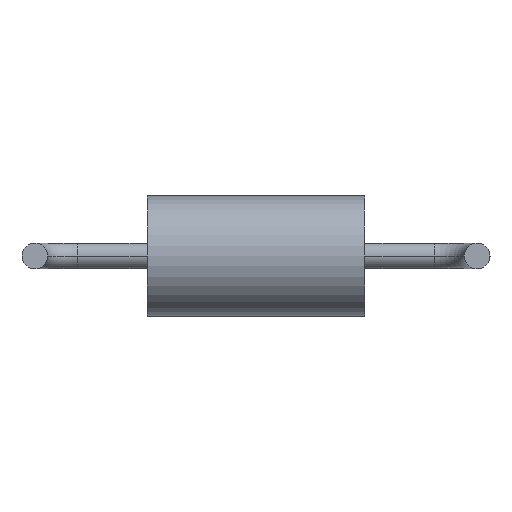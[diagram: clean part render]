
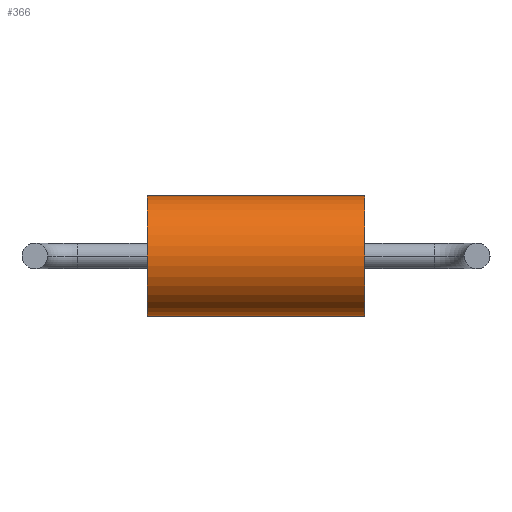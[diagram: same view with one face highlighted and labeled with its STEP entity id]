
A CAD part, front view. The second image highlights one B-rep face of the part: STEP entity #366.
In plain terms, the highlighted cylindrical face has radius 1.765 mm (diameter 3.53 mm), a partial arc.
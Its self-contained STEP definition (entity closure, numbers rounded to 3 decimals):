
#1 = ORIENTED_EDGE ( 'NONE', *, *, #203, .F. ) ;
#5 = ORIENTED_EDGE ( 'NONE', *, *, #315, .F. ) ;
#24 = CARTESIAN_POINT ( 'NONE',  ( -3.2, 1.765, 1.765 ) ) ;
#42 = DIRECTION ( 'NONE',  ( 0., 0., 1. ) ) ;
#47 = CARTESIAN_POINT ( 'NONE',  ( -3.2, 1.765, -1.765 ) ) ;
#50 = LINE ( 'NONE', #47, #67 ) ;
#59 = CARTESIAN_POINT ( 'NONE',  ( 3.2, 1.765, 1.765 ) ) ;
#67 = VECTOR ( 'NONE', #477, 1000. ) ;
#99 = DIRECTION ( 'NONE',  ( -1., 0., 0. ) ) ;
#108 = CARTESIAN_POINT ( 'NONE',  ( -3.2, 1.765, 0. ) ) ;
#149 = EDGE_CURVE ( 'NONE', #324, #240, #412, .T. ) ;
#166 = DIRECTION ( 'NONE',  ( -1., 0., 0. ) ) ;
#168 = EDGE_LOOP ( 'NONE', ( #1, #208, #194, #5 ) ) ;
#177 = CARTESIAN_POINT ( 'NONE',  ( -3.2, 1.765, 0. ) ) ;
#194 = ORIENTED_EDGE ( 'NONE', *, *, #361, .T. ) ;
#203 = EDGE_CURVE ( 'NONE', #324, #257, #50, .T. ) ;
#208 = ORIENTED_EDGE ( 'NONE', *, *, #149, .T. ) ;
#209 = CYLINDRICAL_SURFACE ( 'NONE', #435, 1.765 ) ;
#240 = VERTEX_POINT ( 'NONE', #59 ) ;
#257 = VERTEX_POINT ( 'NONE', #358 ) ;
#301 = DIRECTION ( 'NONE',  ( -1., 0., 0. ) ) ;
#304 = DIRECTION ( 'NONE',  ( -1., 0., 0. ) ) ;
#315 = EDGE_CURVE ( 'NONE', #257, #326, #340, .T. ) ;
#324 = VERTEX_POINT ( 'NONE', #442 ) ;
#326 = VERTEX_POINT ( 'NONE', #24 ) ;
#340 = CIRCLE ( 'NONE', #413, 1.765 ) ;
#358 = CARTESIAN_POINT ( 'NONE',  ( -3.2, 1.765, -1.765 ) ) ;
#361 = EDGE_CURVE ( 'NONE', #240, #326, #467, .T. ) ;
#366 = ADVANCED_FACE ( 'NONE', ( #505 ), #209, .T. ) ;
#372 = AXIS2_PLACEMENT_3D ( 'NONE', #482, #304, #428 ) ;
#384 = CARTESIAN_POINT ( 'NONE',  ( -3.2, 1.765, 1.765 ) ) ;
#412 = CIRCLE ( 'NONE', #372, 1.765 ) ;
#413 = AXIS2_PLACEMENT_3D ( 'NONE', #108, #99, #450 ) ;
#428 = DIRECTION ( 'NONE',  ( 0., 0., 1. ) ) ;
#435 = AXIS2_PLACEMENT_3D ( 'NONE', #177, #166, #42 ) ;
#442 = CARTESIAN_POINT ( 'NONE',  ( 3.2, 1.765, -1.765 ) ) ;
#450 = DIRECTION ( 'NONE',  ( 0., 0., 1. ) ) ;
#467 = LINE ( 'NONE', #384, #537 ) ;
#477 = DIRECTION ( 'NONE',  ( -1., 0., 0. ) ) ;
#482 = CARTESIAN_POINT ( 'NONE',  ( 3.2, 1.765, 0. ) ) ;
#505 = FACE_OUTER_BOUND ( 'NONE', #168, .T. ) ;
#537 = VECTOR ( 'NONE', #301, 1000. ) ;
